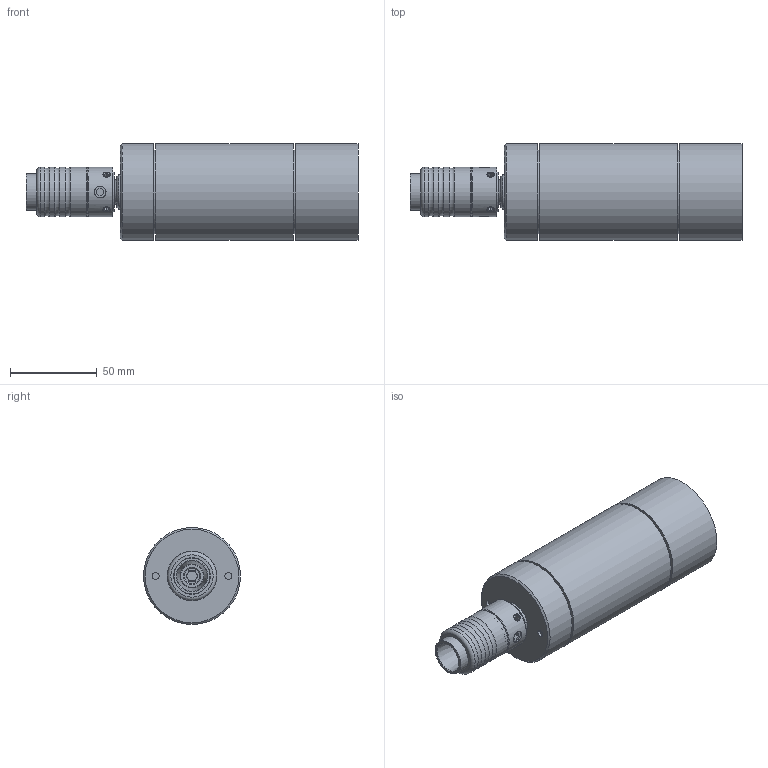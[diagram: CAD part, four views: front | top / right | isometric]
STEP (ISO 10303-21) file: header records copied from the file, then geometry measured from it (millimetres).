
FILE_DESCRIPTION(/* description */ (''),/* implementation_level */ '2;1');
FILE_NAME(/* name */ 'EBM 55-5600 WS_60038277.stp',/* time_stamp */ '2015-01-22T15:51:35+01:00',/* author */ ('ekoch'),/* organization */ (''),/* preprocessor_version */ 'ST-DEVELOPER v15.2',/* originating_system */ 'Autodesk Inventor 2014',/* authorisation */ '');
FILE_SCHEMA (('AUTOMOTIVE_DESIGN { 1 0 10303 214 3 1 1 }'));
Length unit declared in the file: millimetre
Products named in the file (1): EBM 55-5600 WS_60038277
Bounding box: 191.7 x 56 x 56 mm (x, y, z)
Volume: 360414.3 mm3; surface area: 40519.9 mm2
Topology: 1 solids, 9 shells, 248 faces, 570 edges, 375 vertices
Faces by surface type: plane 114, cylinder 75, cone 28, torus 18, bspline 7, sphere 6
Full cylindrical faces by diameter (mm): 3.5 x4, 4 x2, 4.2 x8, 5.5 x2, 5.6 x2, 6.8 x4, 9 x1, 11.445 x2, 14 x2, 14.95 x1, 19.95 x1, 21 x2, 23 x1, 27.166 x2, 27.3 x2, 28.4 x4, 28.6 x1, 48.178 x2, 48.376 x1, 56 x3
Entity records: 7566 total; most frequent: CARTESIAN_POINT 2331, DIRECTION 986, ORIENTED_EDGE 874, EDGE_CURVE 437, AXIS2_PLACEMENT_3D 389, EDGE_LOOP 384, VERTEX_POINT 327, ADVANCED_FACE 248
